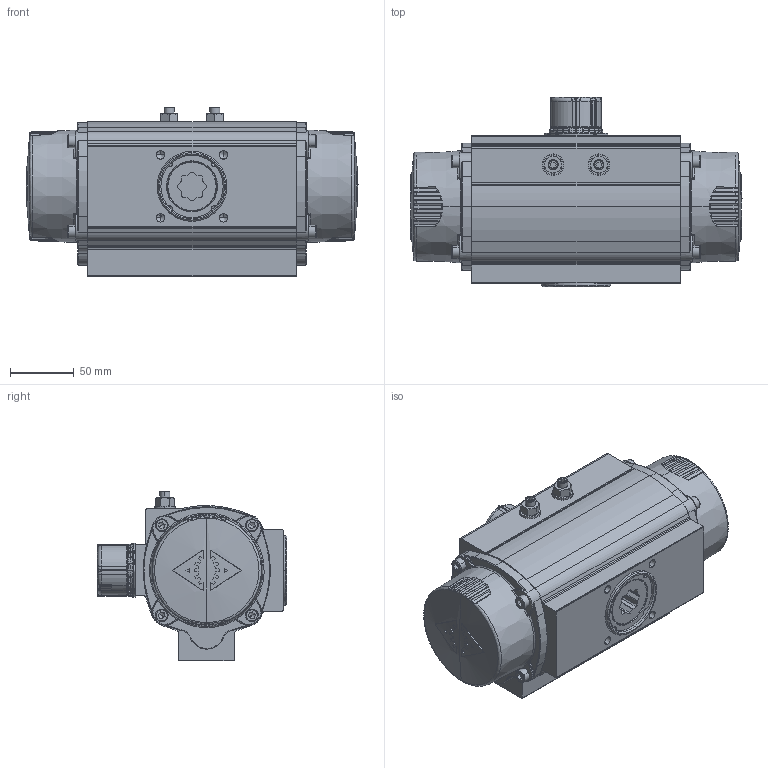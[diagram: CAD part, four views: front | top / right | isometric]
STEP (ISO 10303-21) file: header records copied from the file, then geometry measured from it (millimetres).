
FILE_DESCRIPTION (( 'STEP AP214' ), '1' );
FILE_NAME ('0130 ASR.STEP', '2011-12-07T10:36:38', ( 'ossuin - p' ), ( 'Ossuin' ), 'SwSTEP 2.0', 'SolidWorks 2010', '' );
FILE_SCHEMA (( 'AUTOMOTIVE_DESIGN' ));
Length unit declared in the file: millimetre
Products named in the file (10): DIN 912 M6 x 25 --- 25C_Default; T0130; Washer DIN 125 - A 8.4_Default; Hexagon Nut ISO 4032 - M8 - D - C_Default; DIN 915 - M8 x 30-C_DIN 915 - M8 x 30-C; Tapon ﾘ45; E0130N; C0130; 0130 ASR; CR0080
Assembly tree (20 placements, depth 2):
  0130 ASR
    Washer DIN 125 - A 8.4_Default  x2
    DIN 912 M6 x 25 --- 25C_Default  x8
    E0130N
    Tapon ﾘ45
    DIN 915 - M8 x 30-C_DIN 915 - M8 x 30-C  x2
    CR0080
    T0130  x2
    Hexagon Nut ISO 4032 - M8 - D - C_Default  x2
    C0130
Bounding box: 261.18 x 149.29 x 133.1 mm (x, y, z)
Volume: 1004488 mm3; surface area: 286151 mm2
Topology: 28 solids, 28 shells, 3470 faces, 9100 edges, 5637 vertices
Faces by surface type: cylinder 1154, plane 1125, bspline 697, cone 315, torus 151, sphere 28
Entity records: 124341 total; most frequent: CARTESIAN_POINT 46278, ORIENTED_EDGE 14144, DIRECTION 12460, EDGE_CURVE 7072, AXIS2_PLACEMENT_3D 4729, VERTEX_POINT 4505, VECTOR 3002, LINE 3002
